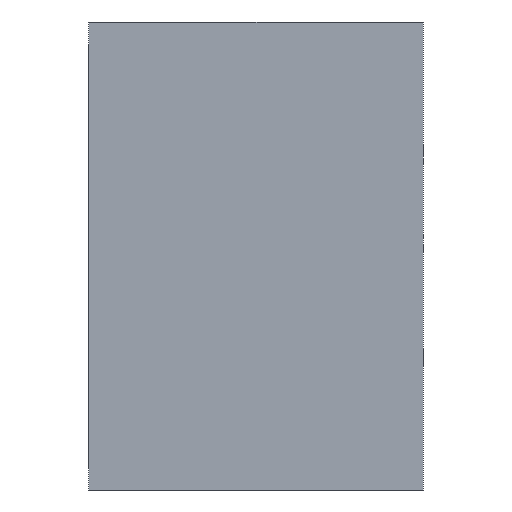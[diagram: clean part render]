
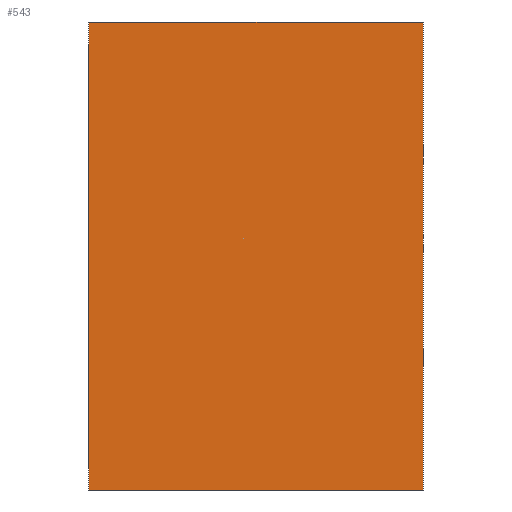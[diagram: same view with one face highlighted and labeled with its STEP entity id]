
A CAD part, left-side view. The second image highlights one B-rep face of the part: STEP entity #543.
In plain terms, the highlighted planar face has unit normal (-1, 0, 0).
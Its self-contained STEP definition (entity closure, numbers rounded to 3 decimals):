
#45=FACE_OUTER_BOUND('',#76,.T.);
#76=EDGE_LOOP('',(#451,#452,#453,#454));
#147=LINE('',#843,#219);
#148=LINE('',#845,#220);
#149=LINE('',#847,#221);
#150=LINE('',#848,#222);
#219=VECTOR('',#696,10.);
#220=VECTOR('',#697,10.);
#221=VECTOR('',#698,10.);
#222=VECTOR('',#699,10.);
#271=VERTEX_POINT('',#841);
#272=VERTEX_POINT('',#842);
#273=VERTEX_POINT('',#844);
#274=VERTEX_POINT('',#846);
#339=EDGE_CURVE('',#271,#272,#147,.T.);
#340=EDGE_CURVE('',#271,#273,#148,.T.);
#341=EDGE_CURVE('',#274,#273,#149,.T.);
#342=EDGE_CURVE('',#272,#274,#150,.T.);
#451=ORIENTED_EDGE('',*,*,#339,.F.);
#452=ORIENTED_EDGE('',*,*,#340,.T.);
#453=ORIENTED_EDGE('',*,*,#341,.F.);
#454=ORIENTED_EDGE('',*,*,#342,.F.);
#516=PLANE('',#584);
#543=ADVANCED_FACE('',(#45),#516,.T.);
#584=AXIS2_PLACEMENT_3D('',#840,#694,#695);
#694=DIRECTION('center_axis',(-1.,0.,0.));
#695=DIRECTION('ref_axis',(0.,0.,1.));
#696=DIRECTION('',(0.,0.,-1.));
#697=DIRECTION('',(0.,1.,0.));
#698=DIRECTION('',(0.,0.,1.));
#699=DIRECTION('',(0.,1.,0.));
#840=CARTESIAN_POINT('Origin',(-9.432,0.,0.296));
#841=CARTESIAN_POINT('',(-9.432,0.,42.296));
#842=CARTESIAN_POINT('',(-9.432,0.,0.296));
#843=CARTESIAN_POINT('',(-9.432,0.,42.296));
#844=CARTESIAN_POINT('',(-9.432,30.,42.296));
#845=CARTESIAN_POINT('',(-9.432,0.,42.296));
#846=CARTESIAN_POINT('',(-9.432,30.,0.296));
#847=CARTESIAN_POINT('',(-9.432,30.,42.296));
#848=CARTESIAN_POINT('',(-9.432,0.,0.296));
